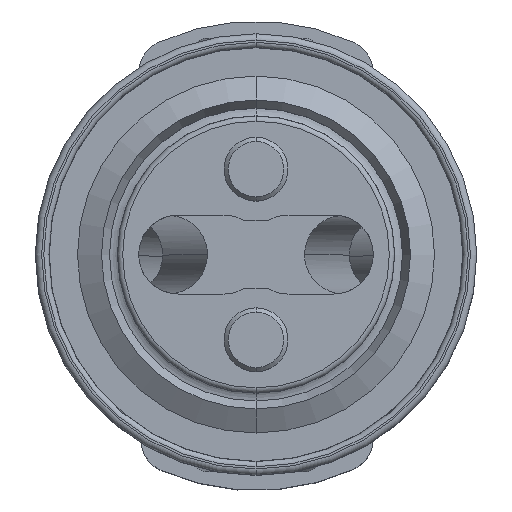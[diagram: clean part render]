
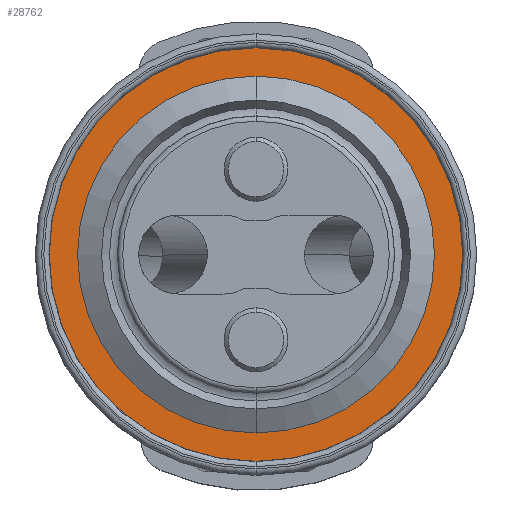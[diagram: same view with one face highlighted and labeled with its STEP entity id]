
A CAD part, top view. The second image highlights one B-rep face of the part: STEP entity #28762.
In plain terms, the highlighted planar face has unit normal (0, 0, 1).
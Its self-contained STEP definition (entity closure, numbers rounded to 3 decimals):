
#12289=CARTESIAN_POINT('',(0.,0.,33.5));
#12290=DIRECTION('',(0.,0.,1.));
#12291=DIRECTION('',(0.,1.,0.));
#12292=AXIS2_PLACEMENT_3D('',#12289,#12290,#12291);
#12297=CARTESIAN_POINT('',(0.,0.,33.5));
#12298=DIRECTION('',(0.,0.,-1.));
#12299=DIRECTION('',(0.,1.,0.));
#12300=AXIS2_PLACEMENT_3D('',#12297,#12298,#12299);
#12305=CARTESIAN_POINT('',(0.,0.,33.5));
#12306=DIRECTION('',(0.,0.,1.));
#12307=DIRECTION('',(0.,1.,0.));
#12308=AXIS2_PLACEMENT_3D('',#12305,#12306,#12307);
#12313=CARTESIAN_POINT('',(0.,0.,33.5));
#12314=DIRECTION('',(0.,0.,-1.));
#12315=DIRECTION('',(0.,1.,0.));
#12316=AXIS2_PLACEMENT_3D('',#12313,#12314,#12315);
#18117=CARTESIAN_POINT('',(0.,8.366,33.5));
#18119=VERTEX_POINT('',#18117);
#18123=CARTESIAN_POINT('',(0.,-8.366,33.5));
#18125=VERTEX_POINT('',#18123);
#18129=CARTESIAN_POINT('',(0.,9.694,33.5));
#18130=CARTESIAN_POINT('',(0.,-9.694,33.5));
#18131=VERTEX_POINT('',#18129);
#18132=VERTEX_POINT('',#18130);
#28747=CARTESIAN_POINT('',(0.,0.,33.5));
#28748=DIRECTION('',(0.,0.,-1.));
#28749=DIRECTION('',(0.,-1.,0.));
#28750=AXIS2_PLACEMENT_3D('',#28747,#28748,#28749);
#28751=PLANE('',#28750);
#28753=ORIENTED_EDGE('',*,*,#28752,.F.);
#28755=ORIENTED_EDGE('',*,*,#28754,.T.);
#28756=EDGE_LOOP('',(#28753,#28755));
#28757=FACE_OUTER_BOUND('',#28756,.F.);
#28758=ORIENTED_EDGE('',*,*,#28740,.F.);
#28759=ORIENTED_EDGE('',*,*,#28729,.T.);
#28760=EDGE_LOOP('',(#28758,#28759));
#28761=FACE_BOUND('',#28760,.F.);
#28762=ADVANCED_FACE('',(#28757,#28761),#28751,.F.);
#12293=CIRCLE('',#12292,8.366);
#12301=CIRCLE('',#12300,8.366);
#12309=CIRCLE('',#12308,9.694);
#12317=CIRCLE('',#12316,9.694);
#28729=EDGE_CURVE('',#18119,#18125,#12293,.T.);
#28740=EDGE_CURVE('',#18119,#18125,#12301,.T.);
#28752=EDGE_CURVE('',#18131,#18132,#12309,.T.);
#28754=EDGE_CURVE('',#18131,#18132,#12317,.T.);
